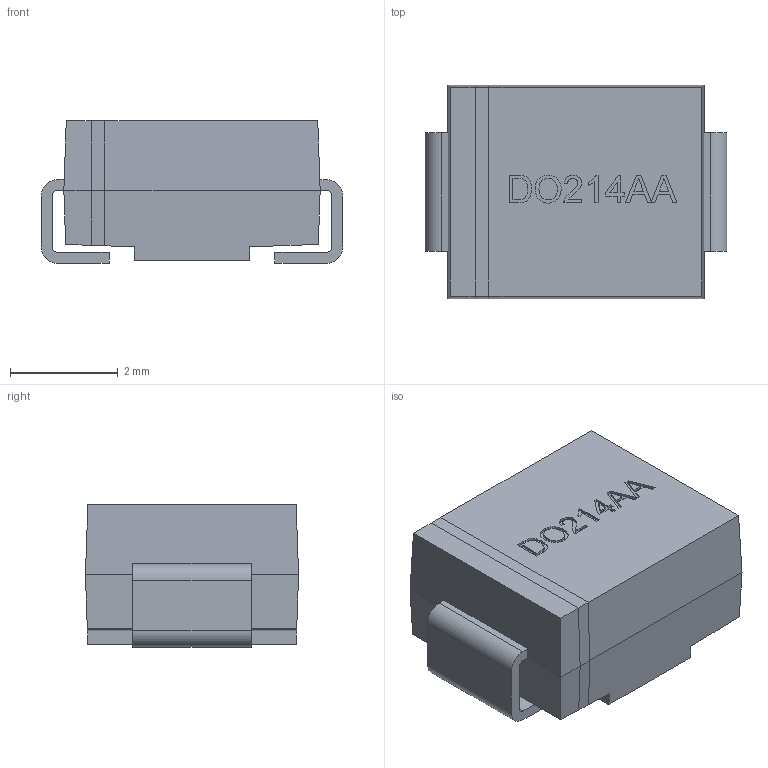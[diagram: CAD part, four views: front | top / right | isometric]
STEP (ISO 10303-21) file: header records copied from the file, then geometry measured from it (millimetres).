
FILE_DESCRIPTION(('FreeCAD Model'),'2;1');
FILE_NAME('User Library-DO-214AA(SMB).step', '2018-03-29T09:13:40',('kicad StepUp'),('ksu MCAD'), 'Open CASCADE STEP processor 6.8','FreeCAD','Unknown');
FILE_SCHEMA(('AUTOMOTIVE_DESIGN_CC2 { 1 2 10303 214 -1 1 5 4 }'));
Length unit declared in the file: millimetre
Products named in the file (2): ASSEMBLY; User_Library-DO-214AA(SMB)
Assembly tree (1 placements, depth 2):
  ASSEMBLY
    User_Library-DO-214AA(SMB)
Bounding box: 5.59 x 3.95 x 2.64 mm (x, y, z)
Volume: 47.2 mm3; surface area: 105.1 mm2
Topology: 1 solids, 1 shells, 144 faces, 373 edges, 242 vertices
Faces by surface type: plane 105, bspline 31, cylinder 8
Entity records: 7035 total; most frequent: CARTESIAN_POINT 2680, ORIENTED_EDGE 746, DIRECTION 557, EDGE_CURVE 373, LINE 295, VECTOR 295, VERTEX_POINT 242, FACE_BOUND 155
